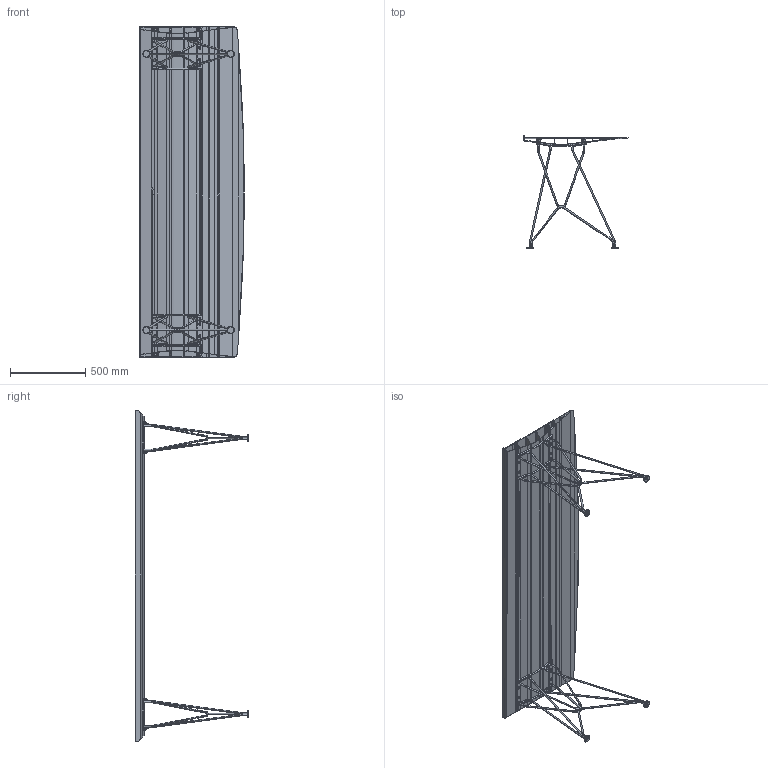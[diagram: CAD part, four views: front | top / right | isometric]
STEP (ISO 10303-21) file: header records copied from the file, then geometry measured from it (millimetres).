
FILE_DESCRIPTION (( 'STEP AP203' ), '1' );
FILE_NAME ('MI-382-04-01.4.1-F171921-LONG 2200x900 DESK CABALLETE METAL.STEP', '2021-10-06T12:38:21', ( '' ), ( '' ), 'SwSTEP 2.0', 'SolidWorks 2021', '' );
FILE_SCHEMA (( 'CONFIG_CONTROL_DESIGN' ));
Length unit declared in the file: millimetre
Products named in the file (15): SimetríaMI-382-02-06.2-08-F200921-PATA DELANTERA SMALL DESK; MI-382-01-02-01-01.4.1-F070921-MECANIZADO PERFIL VOLADIZO SMALL DESK 2200; MI-382-02-03-01-F030412-BASE; MI-382-02-06.2-12-F200921-REFUERZO V INFERIOR CABALLETE SMALL DESK; MI-382-04-01.4.1-F171921-LONG 2200x900 DESK CABALLETE METAL; MI-382-02-06-11-F200921-REFUERZO V SUPERIOR CABALLETE SMALL; SimetríaMI-382-02-06.2-04-F200921-PATA TRASERA SMALL DESK; MI-382-02-06.2-04-F200921-PATA TRASERA SMALL DESK; MI-382-02-06-03-F271120-ESTRUCTURA SOPORTE CABALLETE SMALL; MI-382-02-06-07-F271120-REFUERZO SMALL; MI-382-01-02-01-01.4.1-F070921-PERFIL SMALL DESK 2200; MI-382-02-03-02-F030412-BASE EXTERIOR; MI-382-02-06-00-F200921-CONJUNTO CABALLETE INOX 10 SMALL DESK; MI-382-02-06.2-08-F200921-PATA DELANTERA SMALL DESK; MI-382-01-02-01-01.4.1-F070921-MECANIZADO PERFIL CENTRAL SMALL DESK 2200
Assembly tree (20 placements, depth 3):
  MI-382-04-01.4.1-F171921-LONG 2200x900 DESK CABALLETE METAL
    MI-382-01-02-01-01.4.1-F070921-MECANIZADO PERFIL CENTRAL SMALL DESK 2200
    MI-382-01-02-01-01.4.1-F070921-MECANIZADO PERFIL VOLADIZO SMALL DESK 2200
    MI-382-01-02-01-01.4.1-F070921-PERFIL SMALL DESK 2200
    MI-382-02-06-00-F200921-CONJUNTO CABALLETE INOX 10 SMALL DESK  x2
      MI-382-02-03-02-F030412-BASE EXTERIOR
      MI-382-02-03-01-F030412-BASE
      MI-382-02-06-03-F271120-ESTRUCTURA SOPORTE CABALLETE SMALL
      MI-382-02-06-07-F271120-REFUERZO SMALL
      MI-382-02-06.2-04-F200921-PATA TRASERA SMALL DESK
      MI-382-02-06.2-08-F200921-PATA DELANTERA SMALL DESK
      MI-382-02-06-11-F200921-REFUERZO V SUPERIOR CABALLETE SMALL
      MI-382-02-06.2-12-F200921-REFUERZO V INFERIOR CABALLETE SMALL DESK
      SimetríaMI-382-02-06.2-08-F200921-PATA DELANTERA SMALL DESK
      SimetríaMI-382-02-06.2-04-F200921-PATA TRASERA SMALL DESK
Bounding box: 697.52 x 754.69 x 2200.05 mm (x, y, z)
Volume: 12208802.9 mm3; surface area: 7498232.4 mm2
Topology: 33 solids, 33 shells, 741 faces, 1921 edges, 1250 vertices
Faces by surface type: cylinder 394, plane 203, torus 88, cone 56
Entity records: 16204 total; most frequent: CARTESIAN_POINT 4083, ORIENTED_EDGE 2410, DIRECTION 1966, EDGE_CURVE 1205, VERTEX_POINT 800, AXIS2_PLACEMENT_3D 699, VECTOR 568, LINE 568
